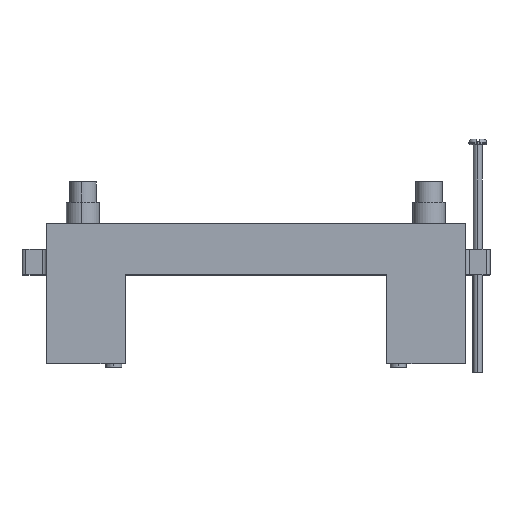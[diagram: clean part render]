
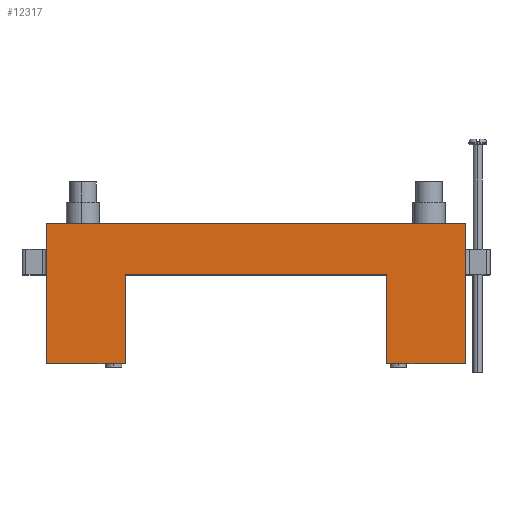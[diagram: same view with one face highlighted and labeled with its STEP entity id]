
A CAD part, top view. The second image highlights one B-rep face of the part: STEP entity #12317.
In plain terms, the highlighted planar face has unit normal (0, 0, 1).
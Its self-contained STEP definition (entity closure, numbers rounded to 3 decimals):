
#367 = DIRECTION ( 'NONE',  ( 0., 1., 0. ) ) ;
#1035 = CARTESIAN_POINT ( 'NONE',  ( 134., 35., 45. ) ) ;
#1404 = VECTOR ( 'NONE', #19721, 1000. ) ;
#1640 = LINE ( 'NONE', #11742, #8072 ) ;
#1914 = VECTOR ( 'NONE', #17452, 1000. ) ;
#2175 = CARTESIAN_POINT ( 'NONE',  ( 31., 0., 45. ) ) ;
#2454 = LINE ( 'NONE', #12657, #9282 ) ;
#2560 = EDGE_CURVE ( 'NONE', #7117, #2788, #7357, .T. ) ;
#2788 = VERTEX_POINT ( 'NONE', #2175 ) ;
#3435 = VERTEX_POINT ( 'NONE', #1035 ) ;
#3440 = EDGE_CURVE ( 'NONE', #2788, #9509, #15300, .T. ) ;
#3595 = CARTESIAN_POINT ( 'NONE',  ( 0., 0., 45. ) ) ;
#3619 = EDGE_CURVE ( 'NONE', #3435, #10413, #1640, .T. ) ;
#3645 = ORIENTED_EDGE ( 'NONE', *, *, #3440, .T. ) ;
#3664 = EDGE_CURVE ( 'NONE', #6367, #7117, #15235, .T. ) ;
#3834 = EDGE_CURVE ( 'NONE', #10413, #15302, #5294, .T. ) ;
#3932 = CARTESIAN_POINT ( 'NONE',  ( 165., 55., 45. ) ) ;
#4883 = LINE ( 'NONE', #4902, #4981 ) ;
#4902 = CARTESIAN_POINT ( 'NONE',  ( 31., 35., 45. ) ) ;
#4981 = VECTOR ( 'NONE', #7845, 1000. ) ;
#5294 = LINE ( 'NONE', #7161, #18420 ) ;
#5364 = EDGE_CURVE ( 'NONE', #15944, #6367, #15218, .T. ) ;
#6221 = FACE_OUTER_BOUND ( 'NONE', #18603, .T. ) ;
#6367 = VERTEX_POINT ( 'NONE', #16329 ) ;
#6566 = EDGE_CURVE ( 'NONE', #9509, #3435, #4883, .T. ) ;
#7117 = VERTEX_POINT ( 'NONE', #11481 ) ;
#7161 = CARTESIAN_POINT ( 'NONE',  ( 134., 0., 45. ) ) ;
#7357 = LINE ( 'NONE', #3595, #7957 ) ;
#7534 = CARTESIAN_POINT ( 'NONE',  ( 134., 0., 45. ) ) ;
#7845 = DIRECTION ( 'NONE',  ( 1., 0., 0. ) ) ;
#7957 = VECTOR ( 'NONE', #9706, 1000. ) ;
#8072 = VECTOR ( 'NONE', #19584, 1000. ) ;
#8115 = CARTESIAN_POINT ( 'NONE',  ( 165., 0., 45. ) ) ;
#8413 = CARTESIAN_POINT ( 'NONE',  ( 31., 35., 45. ) ) ;
#9069 = VECTOR ( 'NONE', #9319, 1000. ) ;
#9163 = CARTESIAN_POINT ( 'NONE',  ( 0., 0., 45. ) ) ;
#9282 = VECTOR ( 'NONE', #367, 1000. ) ;
#9319 = DIRECTION ( 'NONE',  ( -1., 0., 0. ) ) ;
#9395 = ORIENTED_EDGE ( 'NONE', *, *, #3834, .T. ) ;
#9509 = VERTEX_POINT ( 'NONE', #8413 ) ;
#9706 = DIRECTION ( 'NONE',  ( 1., 0., 0. ) ) ;
#10274 = ORIENTED_EDGE ( 'NONE', *, *, #5364, .T. ) ;
#10413 = VERTEX_POINT ( 'NONE', #7534 ) ;
#10901 = EDGE_CURVE ( 'NONE', #15302, #15944, #2454, .T. ) ;
#11481 = CARTESIAN_POINT ( 'NONE',  ( 0., 0., 45. ) ) ;
#11742 = CARTESIAN_POINT ( 'NONE',  ( 134., 0., 45. ) ) ;
#11859 = AXIS2_PLACEMENT_3D ( 'NONE', #19730, #19594, #11892 ) ;
#11892 = DIRECTION ( 'NONE',  ( -1., 0., 0. ) ) ;
#11898 = ORIENTED_EDGE ( 'NONE', *, *, #2560, .T. ) ;
#12148 = PLANE ( 'NONE',  #11859 ) ;
#12317 = ADVANCED_FACE ( 'NONE', ( #6221 ), #12148, .F. ) ;
#12657 = CARTESIAN_POINT ( 'NONE',  ( 165., 0., 45. ) ) ;
#15218 = LINE ( 'NONE', #18863, #9069 ) ;
#15235 = LINE ( 'NONE', #9163, #1404 ) ;
#15300 = LINE ( 'NONE', #16176, #1914 ) ;
#15302 = VERTEX_POINT ( 'NONE', #8115 ) ;
#15944 = VERTEX_POINT ( 'NONE', #3932 ) ;
#16176 = CARTESIAN_POINT ( 'NONE',  ( 31., 0., 45. ) ) ;
#16329 = CARTESIAN_POINT ( 'NONE',  ( 0., 55., 45. ) ) ;
#16796 = DIRECTION ( 'NONE',  ( 1., 0., 0. ) ) ;
#16899 = ORIENTED_EDGE ( 'NONE', *, *, #6566, .T. ) ;
#17452 = DIRECTION ( 'NONE',  ( 0., 1., 0. ) ) ;
#18420 = VECTOR ( 'NONE', #16796, 1000. ) ;
#18603 = EDGE_LOOP ( 'NONE', ( #18798, #11898, #3645, #16899, #19222, #9395, #19661, #10274 ) ) ;
#18798 = ORIENTED_EDGE ( 'NONE', *, *, #3664, .T. ) ;
#18863 = CARTESIAN_POINT ( 'NONE',  ( 0., 55., 45. ) ) ;
#19222 = ORIENTED_EDGE ( 'NONE', *, *, #3619, .T. ) ;
#19584 = DIRECTION ( 'NONE',  ( 0., -1., 0. ) ) ;
#19594 = DIRECTION ( 'NONE',  ( 0., 0., -1. ) ) ;
#19661 = ORIENTED_EDGE ( 'NONE', *, *, #10901, .T. ) ;
#19721 = DIRECTION ( 'NONE',  ( 0., -1., 0. ) ) ;
#19730 = CARTESIAN_POINT ( 'NONE',  ( 0., 0., 45. ) ) ;
